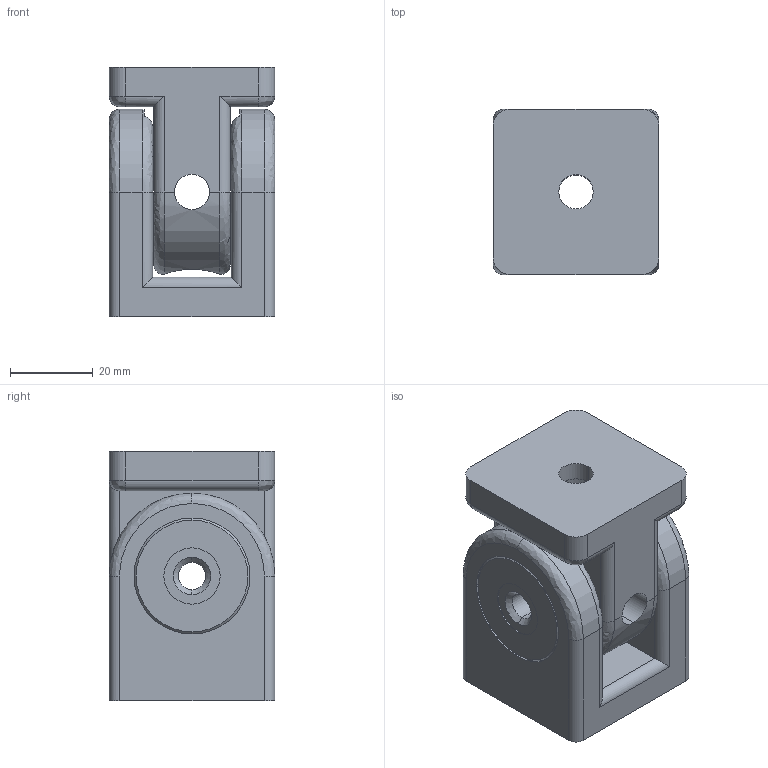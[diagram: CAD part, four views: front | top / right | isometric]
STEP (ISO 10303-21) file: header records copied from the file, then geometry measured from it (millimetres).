
FILE_DESCRIPTION (( 'STEP AP214' ), '1' );
FILE_NAME ('7128451', '2019-02-04T09:47:56', ( '' ), ('JUGARD+KÜNSTNER GmbH'), 'SwSTEP 2.0', 'SolidWorks 2017', '' );
FILE_SCHEMA (( 'AUTOMOTIVE_DESIGN' ));
Length unit declared in the file: millimetre
Products named in the file (3): Kopie von Gelenk^7128451; Kopie von Gelenk_2^7128451; 7128451_CNAJF00
Assembly tree (2 placements, depth 2):
  7128451_CNAJF00
    Kopie von Gelenk^7128451
    Kopie von Gelenk_2^7128451
Bounding box: 40 x 40 x 60.2 mm (x, y, z)
Volume: 71758.3 mm3; surface area: 22717.3 mm2
Topology: 2 solids, 2 shells, 117 faces, 298 edges, 185 vertices
Faces by surface type: cylinder 66, plane 30, bspline 13, cone 8
Entity records: 5959 total; most frequent: CARTESIAN_POINT 1797, ORIENTED_EDGE 596, DIRECTION 574, EDGE_CURVE 298, AXIS2_PLACEMENT_3D 225, VERTEX_POINT 185, EDGE_LOOP 133, UNCERTAINTY_MEASURE_WITH_UNIT 124
